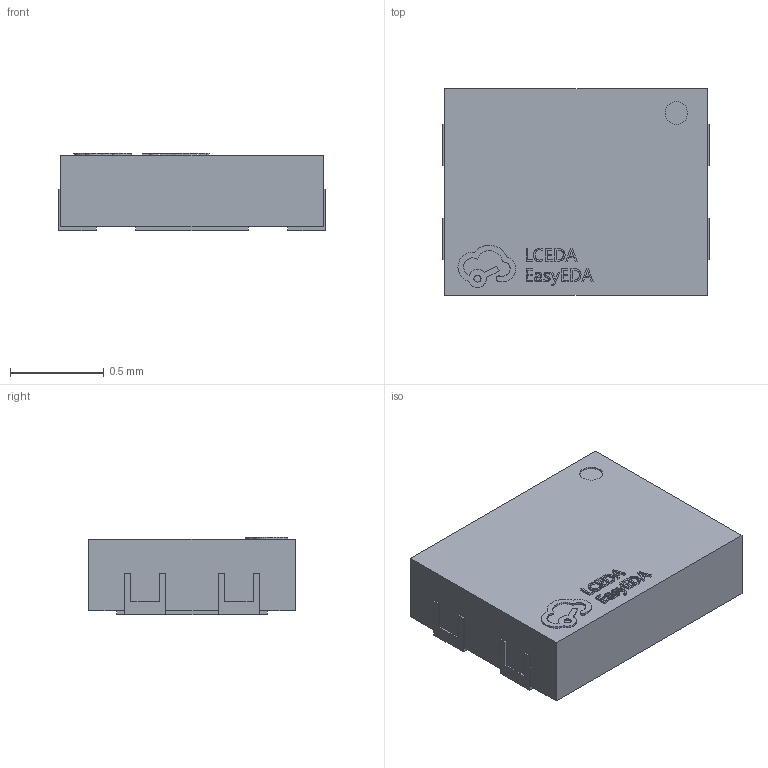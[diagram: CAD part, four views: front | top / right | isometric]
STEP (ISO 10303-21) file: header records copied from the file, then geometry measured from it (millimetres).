
FILE_DESCRIPTION (( 'STEP AP214' ), '1' );
FILE_NAME ('X2SON-4_L1.4-W1.1-P0.50-TR-EP.STEP', '2023-08-20T03:31:45', ( '' ), ( '' ), 'SwSTEP 2.0', 'SolidWorks 2020', '' );
FILE_SCHEMA (( 'AUTOMOTIVE_DESIGN' ));
Length unit declared in the file: millimetre
Products named in the file (1): X2SON-4_L1.4-W1.1-P0.50-TR-EP
Bounding box: 1.42 x 1.1 x 0.41 mm (x, y, z)
Volume: 0.6 mm3; surface area: 5.2 mm2
Topology: 1 solids, 1 shells, 279 faces, 768 edges, 512 vertices
Faces by surface type: plane 179, bspline 98, cylinder 2
Entity records: 12401 total; most frequent: CARTESIAN_POINT 2866, ORIENTED_EDGE 1536, DIRECTION 936, EDGE_CURVE 768, VECTOR 564, LINE 564, VERTEX_POINT 512, EDGE_LOOP 300
